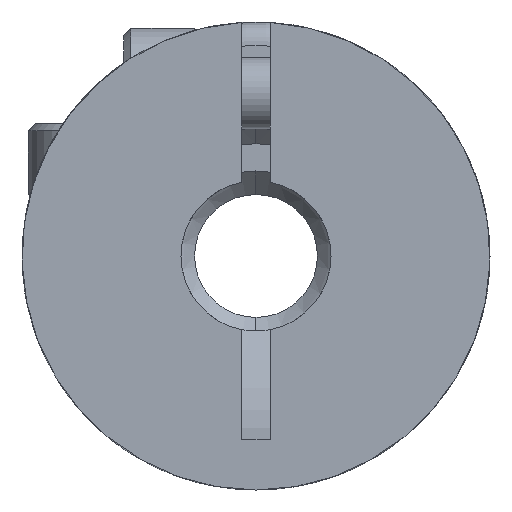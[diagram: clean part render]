
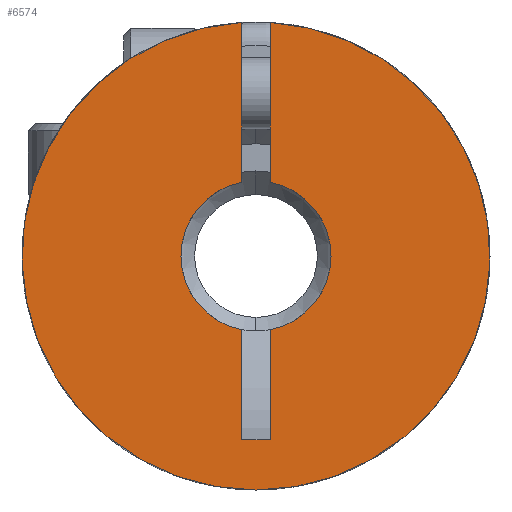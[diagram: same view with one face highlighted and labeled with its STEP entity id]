
A CAD part, left-side view. The second image highlights one B-rep face of the part: STEP entity #6574.
In plain terms, the highlighted planar face has unit normal (-1, 0, 0).
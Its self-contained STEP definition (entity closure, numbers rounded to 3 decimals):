
#119 = CIRCLE ( 'NONE', #4872, 3.175 ) ;
#145 = VERTEX_POINT ( 'NONE', #7758 ) ;
#339 = VECTOR ( 'NONE', #1956, 1000. ) ;
#386 = CARTESIAN_POINT ( 'NONE',  ( 0., 0.6, 3.118 ) ) ;
#499 = VECTOR ( 'NONE', #2391, 1000. ) ;
#524 = DIRECTION ( 'NONE',  ( 0., 1., 0. ) ) ;
#546 = PLANE ( 'NONE',  #5834 ) ;
#553 = CARTESIAN_POINT ( 'NONE',  ( 0., 0.6, -3.118 ) ) ;
#600 = CARTESIAN_POINT ( 'NONE',  ( 0., -0.6, 0. ) ) ;
#698 = VERTEX_POINT ( 'NONE', #5247 ) ;
#776 = ORIENTED_EDGE ( 'NONE', *, *, #6536, .F. ) ;
#785 = CARTESIAN_POINT ( 'NONE',  ( 0., -0.6, 3.118 ) ) ;
#996 = CARTESIAN_POINT ( 'NONE',  ( 0., 0., 0. ) ) ;
#1029 = CARTESIAN_POINT ( 'NONE',  ( 0., 0.6, 0. ) ) ;
#1153 = EDGE_CURVE ( 'NONE', #145, #5367, #7670, .T. ) ;
#1340 = VECTOR ( 'NONE', #4021, 1000. ) ;
#1383 = EDGE_CURVE ( 'NONE', #5367, #4732, #5996, .T. ) ;
#1484 = ORIENTED_EDGE ( 'NONE', *, *, #6268, .T. ) ;
#1495 = CARTESIAN_POINT ( 'NONE',  ( 0., 0., 0. ) ) ;
#1623 = DIRECTION ( 'NONE',  ( 1., 0., 0. ) ) ;
#1834 = ORIENTED_EDGE ( 'NONE', *, *, #4032, .F. ) ;
#1923 = VERTEX_POINT ( 'NONE', #3779 ) ;
#1956 = DIRECTION ( 'NONE',  ( 0., 0., 1. ) ) ;
#2125 = CARTESIAN_POINT ( 'NONE',  ( 0., -0.6, -3.118 ) ) ;
#2273 = DIRECTION ( 'NONE',  ( 0., 0., -1. ) ) ;
#2356 = LINE ( 'NONE', #600, #339 ) ;
#2391 = DIRECTION ( 'NONE',  ( 0., 0., 1. ) ) ;
#2477 = ORIENTED_EDGE ( 'NONE', *, *, #1153, .T. ) ;
#2719 = CARTESIAN_POINT ( 'NONE',  ( 0., -0.6, 0. ) ) ;
#3026 = ORIENTED_EDGE ( 'NONE', *, *, #6311, .T. ) ;
#3106 = CARTESIAN_POINT ( 'NONE',  ( 0., -0.6, -7.782 ) ) ;
#3151 = DIRECTION ( 'NONE',  ( 1., 0., 0. ) ) ;
#3161 = CARTESIAN_POINT ( 'NONE',  ( 0., 0., 0. ) ) ;
#3267 = LINE ( 'NONE', #3106, #3803 ) ;
#3340 = AXIS2_PLACEMENT_3D ( 'NONE', #996, #1623, #4306 ) ;
#3382 = VERTEX_POINT ( 'NONE', #7022 ) ;
#3619 = LINE ( 'NONE', #2719, #5431 ) ;
#3779 = CARTESIAN_POINT ( 'NONE',  ( 0., -0.6, -7.782 ) ) ;
#3803 = VECTOR ( 'NONE', #524, 1000. ) ;
#3839 = VERTEX_POINT ( 'NONE', #2125 ) ;
#3959 = ORIENTED_EDGE ( 'NONE', *, *, #8588, .T. ) ;
#4021 = DIRECTION ( 'NONE',  ( 0., 0., 1. ) ) ;
#4032 = EDGE_CURVE ( 'NONE', #3382, #698, #4579, .T. ) ;
#4306 = DIRECTION ( 'NONE',  ( 0., 0., -1. ) ) ;
#4537 = DIRECTION ( 'NONE',  ( 1., 0., 0. ) ) ;
#4579 = CIRCLE ( 'NONE', #3340, 9.9 ) ;
#4732 = VERTEX_POINT ( 'NONE', #386 ) ;
#4872 = AXIS2_PLACEMENT_3D ( 'NONE', #3161, #4537, #6603 ) ;
#5247 = CARTESIAN_POINT ( 'NONE',  ( 0., 0.6, 9.882 ) ) ;
#5367 = VERTEX_POINT ( 'NONE', #553 ) ;
#5431 = VECTOR ( 'NONE', #6066, 1000. ) ;
#5467 = EDGE_CURVE ( 'NONE', #7745, #3382, #3619, .T. ) ;
#5652 = AXIS2_PLACEMENT_3D ( 'NONE', #1495, #6231, #2273 ) ;
#5834 = AXIS2_PLACEMENT_3D ( 'NONE', #8560, #3151, #8595 ) ;
#5996 = CIRCLE ( 'NONE', #5652, 3.175 ) ;
#6066 = DIRECTION ( 'NONE',  ( 0., 0., 1. ) ) ;
#6231 = DIRECTION ( 'NONE',  ( 1., 0., 0. ) ) ;
#6268 = EDGE_CURVE ( 'NONE', #1923, #145, #3267, .T. ) ;
#6311 = EDGE_CURVE ( 'NONE', #7745, #3839, #119, .T. ) ;
#6446 = ORIENTED_EDGE ( 'NONE', *, *, #5467, .F. ) ;
#6536 = EDGE_CURVE ( 'NONE', #1923, #3839, #2356, .T. ) ;
#6574 = ADVANCED_FACE ( 'NONE', ( #8229 ), #546, .F. ) ;
#6603 = DIRECTION ( 'NONE',  ( 0., 0., -1. ) ) ;
#6740 = LINE ( 'NONE', #7414, #1340 ) ;
#7022 = CARTESIAN_POINT ( 'NONE',  ( 0., -0.6, 9.882 ) ) ;
#7414 = CARTESIAN_POINT ( 'NONE',  ( 0., 0.6, 0. ) ) ;
#7670 = LINE ( 'NONE', #1029, #499 ) ;
#7737 = ORIENTED_EDGE ( 'NONE', *, *, #1383, .T. ) ;
#7745 = VERTEX_POINT ( 'NONE', #785 ) ;
#7758 = CARTESIAN_POINT ( 'NONE',  ( 0., 0.6, -7.782 ) ) ;
#8229 = FACE_OUTER_BOUND ( 'NONE', #8493, .T. ) ;
#8493 = EDGE_LOOP ( 'NONE', ( #6446, #3026, #776, #1484, #2477, #7737, #3959, #1834 ) ) ;
#8560 = CARTESIAN_POINT ( 'NONE',  ( 0., 0., 0. ) ) ;
#8588 = EDGE_CURVE ( 'NONE', #4732, #698, #6740, .T. ) ;
#8595 = DIRECTION ( 'NONE',  ( 0., 0., -1. ) ) ;
